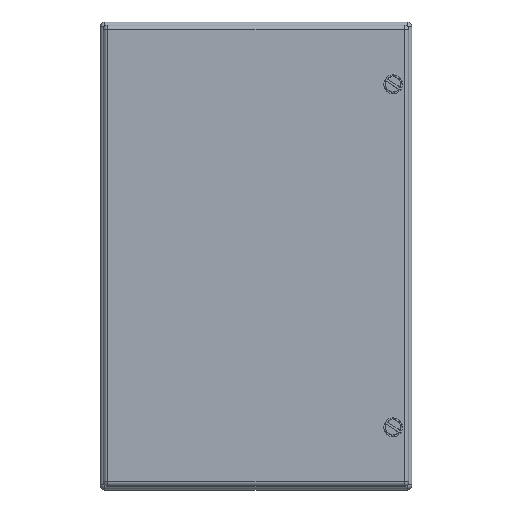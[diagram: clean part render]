
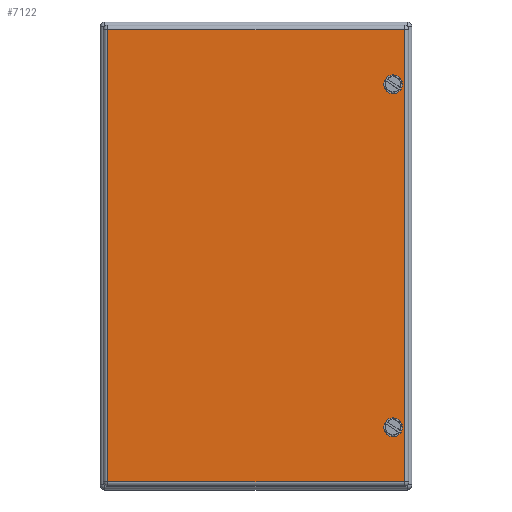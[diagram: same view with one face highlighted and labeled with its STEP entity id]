
A CAD part, top view. The second image highlights one B-rep face of the part: STEP entity #7122.
In plain terms, the highlighted planar face has unit normal (0, 0, 1).
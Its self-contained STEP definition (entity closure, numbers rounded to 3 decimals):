
#7051=AXIS2_PLACEMENT_3D('Circle Axis2P3D',#7049,#7050,$) ;
#7064=AXIS2_PLACEMENT_3D('Plane Axis2P3D',#7061,#7062,#7063) ;
#7106=AXIS2_PLACEMENT_3D('Circle Axis2P3D',#7104,#7105,$) ;
#7115=AXIS2_PLACEMENT_3D('Circle Axis2P3D',#7113,#7114,$) ;
#6834=CARTESIAN_POINT('Vertex',(184.5,40.,150.)) ;
#6838=CARTESIAN_POINT('Control Point',(184.5,40.,150.)) ;
#6839=CARTESIAN_POINT('Control Point',(184.5,39.45,150.)) ;
#6840=CARTESIAN_POINT('Control Point',(184.608,38.9,150.)) ;
#6841=CARTESIAN_POINT('Control Point',(184.824,38.379,150.)) ;
#6842=CARTESIAN_POINT('Control Point',(185.449,37.449,150.)) ;
#6843=CARTESIAN_POINT('Control Point',(186.379,36.824,150.)) ;
#6844=CARTESIAN_POINT('Control Point',(186.9,36.608,150.)) ;
#6845=CARTESIAN_POINT('Control Point',(188.,36.392,150.)) ;
#6846=CARTESIAN_POINT('Control Point',(189.1,36.608,150.)) ;
#6847=CARTESIAN_POINT('Control Point',(189.621,36.824,150.)) ;
#6848=CARTESIAN_POINT('Control Point',(190.551,37.449,150.)) ;
#6849=CARTESIAN_POINT('Control Point',(191.176,38.379,150.)) ;
#6850=CARTESIAN_POINT('Control Point',(191.392,38.9,150.)) ;
#6851=CARTESIAN_POINT('Control Point',(191.5,39.45,150.)) ;
#6852=CARTESIAN_POINT('Control Point',(191.5,40.,150.)) ;
#6853=CARTESIAN_POINT('Vertex',(191.5,40.,150.)) ;
#7049=CARTESIAN_POINT('Axis2P3D Location',(188.,40.,150.)) ;
#7061=CARTESIAN_POINT('Axis2P3D Location',(100.,150.,150.)) ;
#7066=CARTESIAN_POINT('Line Origine',(195.,150.,150.)) ;
#7070=CARTESIAN_POINT('Vertex',(195.,5.,150.)) ;
#7072=CARTESIAN_POINT('Vertex',(195.,295.,150.)) ;
#7075=CARTESIAN_POINT('Line Origine',(100.,295.,150.)) ;
#7079=CARTESIAN_POINT('Vertex',(5.,295.,150.)) ;
#7082=CARTESIAN_POINT('Line Origine',(5.,150.,150.)) ;
#7086=CARTESIAN_POINT('Vertex',(5.,5.,150.)) ;
#7089=CARTESIAN_POINT('Line Origine',(100.,5.,150.)) ;
#7104=CARTESIAN_POINT('Axis2P3D Location',(188.,260.,150.)) ;
#7108=CARTESIAN_POINT('Vertex',(191.5,260.,150.)) ;
#7110=CARTESIAN_POINT('Vertex',(184.5,260.,150.)) ;
#7113=CARTESIAN_POINT('Axis2P3D Location',(188.,260.,150.)) ;
#7050=DIRECTION('Axis2P3D Direction',(0.,0.,1.)) ;
#7062=DIRECTION('Axis2P3D Direction',(0.,0.,1.)) ;
#7063=DIRECTION('Axis2P3D XDirection',(1.,0.,0.)) ;
#7067=DIRECTION('Vector Direction',(0.,1.,0.)) ;
#7076=DIRECTION('Vector Direction',(-1.,0.,0.)) ;
#7083=DIRECTION('Vector Direction',(0.,-1.,0.)) ;
#7090=DIRECTION('Vector Direction',(1.,0.,0.)) ;
#7105=DIRECTION('Axis2P3D Direction',(0.,0.,1.)) ;
#7114=DIRECTION('Axis2P3D Direction',(0.,0.,1.)) ;
#7068=VECTOR('Line Direction',#7067,1.) ;
#7077=VECTOR('Line Direction',#7076,1.) ;
#7084=VECTOR('Line Direction',#7083,1.) ;
#7091=VECTOR('Line Direction',#7090,1.) ;
#7095=ORIENTED_EDGE('',*,*,#7074,.T.) ;
#7096=ORIENTED_EDGE('',*,*,#7081,.T.) ;
#7097=ORIENTED_EDGE('',*,*,#7088,.T.) ;
#7098=ORIENTED_EDGE('',*,*,#7093,.T.) ;
#7101=ORIENTED_EDGE('',*,*,#7053,.F.) ;
#7102=ORIENTED_EDGE('',*,*,#6855,.F.) ;
#7119=ORIENTED_EDGE('',*,*,#7112,.F.) ;
#7120=ORIENTED_EDGE('',*,*,#7117,.F.) ;
#7103=FACE_BOUND('',#7100,.T.) ;
#7121=FACE_BOUND('',#7118,.T.) ;
#7122=ADVANCED_FACE('Cover',(#7099,#7103,#7121),#7065,.T.) ;
#6837=B_SPLINE_CURVE_WITH_KNOTS('',5,(#6838,#6839,#6840,#6841,#6842,#6843,#6844,#6845,#6846,#6847,#6848,#6849,#6850,#6851,#6852),.UNSPECIFIED.,.F.,.U.,(6,3,3,3,6),(-5.498,-2.749,0.,2.749,5.498),.UNSPECIFIED.) ;
#7052=CIRCLE('generated circle',#7051,3.5) ;
#7107=CIRCLE('generated circle',#7106,3.5) ;
#7116=CIRCLE('generated circle',#7115,3.5) ;
#6855=EDGE_CURVE('',#6835,#6854,#6837,.T.) ;
#7053=EDGE_CURVE('',#6854,#6835,#7052,.T.) ;
#7074=EDGE_CURVE('',#7071,#7073,#7069,.T.) ;
#7081=EDGE_CURVE('',#7073,#7080,#7078,.T.) ;
#7088=EDGE_CURVE('',#7080,#7087,#7085,.T.) ;
#7093=EDGE_CURVE('',#7087,#7071,#7092,.T.) ;
#7112=EDGE_CURVE('',#7109,#7111,#7107,.T.) ;
#7117=EDGE_CURVE('',#7111,#7109,#7116,.T.) ;
#7094=EDGE_LOOP('',(#7095,#7096,#7097,#7098)) ;
#7100=EDGE_LOOP('',(#7101,#7102)) ;
#7118=EDGE_LOOP('',(#7119,#7120)) ;
#7099=FACE_OUTER_BOUND('',#7094,.T.) ;
#7069=LINE('Line',#7066,#7068) ;
#7078=LINE('Line',#7075,#7077) ;
#7085=LINE('Line',#7082,#7084) ;
#7092=LINE('Line',#7089,#7091) ;
#7065=PLANE('',#7064) ;
#6835=VERTEX_POINT('',#6834) ;
#6854=VERTEX_POINT('',#6853) ;
#7071=VERTEX_POINT('',#7070) ;
#7073=VERTEX_POINT('',#7072) ;
#7080=VERTEX_POINT('',#7079) ;
#7087=VERTEX_POINT('',#7086) ;
#7109=VERTEX_POINT('',#7108) ;
#7111=VERTEX_POINT('',#7110) ;
